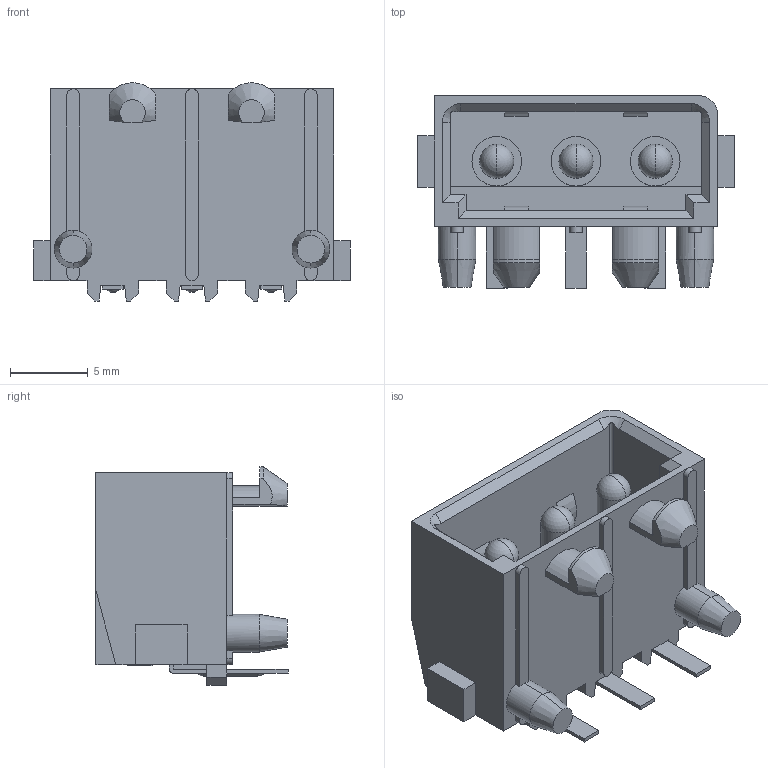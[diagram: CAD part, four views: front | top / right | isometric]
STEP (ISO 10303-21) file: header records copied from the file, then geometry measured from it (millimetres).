
FILE_DESCRIPTION((''),'2;1');
FILE_NAME('C-643488-1','2020-07-03T11:00:35',('workeradm'),('TE Connectivity Ltd.'),'CREO PARAMETRIC BY PTC INC, 2019292','CREO PARAMETRIC BY PTC INC, 2019292','');
FILE_SCHEMA(('AUTOMOTIVE_DESIGN { 1 0 10303 214 1 1 1 1 }'));
Length unit declared in the file: millimetre
Products named in the file (1): C-643488-1
Bounding box: 20.32 x 12.32 x 13.99 mm (x, y, z)
Volume: 1107.2 mm3; surface area: 1811.6 mm2
Topology: 1 solids, 1 shells, 304 faces, 879 edges, 592 vertices
Faces by surface type: plane 243, cylinder 41, sphere 12, cone 8
Entity records: 10113 total; most frequent: CARTESIAN_POINT 1818, ORIENTED_EDGE 1668, DIRECTION 1610, EDGE_CURVE 834, VECTOR 726, LINE 726, VERTEX_POINT 548, AXIS2_PLACEMENT_3D 442
